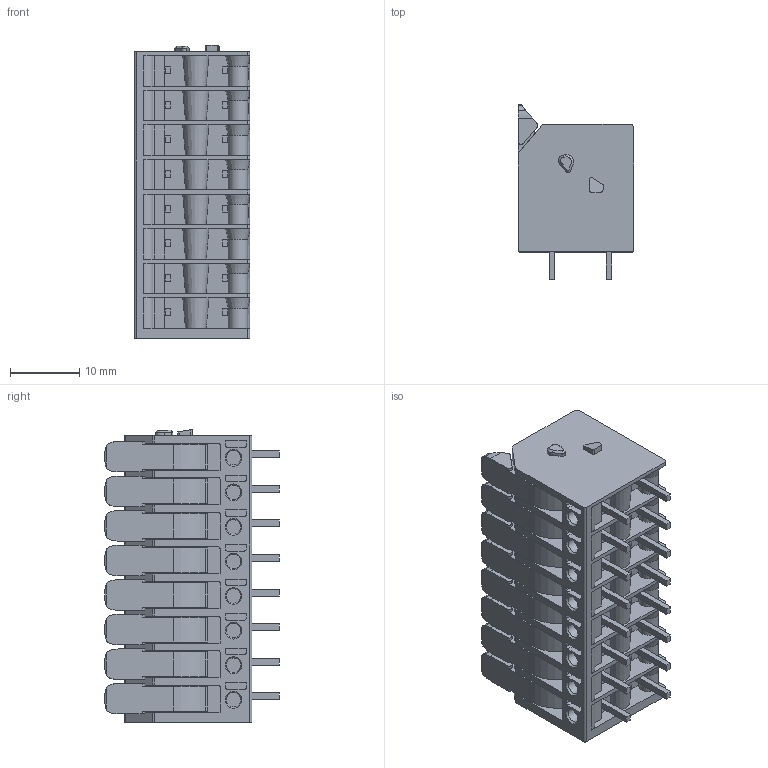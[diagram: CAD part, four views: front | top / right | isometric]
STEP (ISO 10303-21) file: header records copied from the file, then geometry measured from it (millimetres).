
FILE_DESCRIPTION(/* description */ ('STEP AP214'),/* implementation_level */ '2;1');
FILE_NAME(/* name */ '2604-3108',/* time_stamp */ '2023-09-11T14:21:40+02:00',/* author */ ('License CC BY-ND 4.0'),/* organization */ ('CADENAS'),/* preprocessor_version */ 'ST-DEVELOPER v19.3',/* originating_system */ 'PARTsolutions',/* authorisation */ ' ');
FILE_SCHEMA (('AUTOMOTIVE_DESIGN {1 0 10303 214 3 1 1}'));
Length unit declared in the file: millimetre
Products named in the file (1): 2604-3108
Bounding box: 16.7 x 25.3 x 42.4 mm (x, y, z)
Volume: 10483.1 mm3; surface area: 7057.9 mm2
Topology: 1 solids, 1 shells, 892 faces, 2330 edges, 1490 vertices
Faces by surface type: plane 508, cylinder 277, cone 107
Full cylindrical faces by diameter (mm): 2.1 x8
Entity records: 33504 total; most frequent: CARTESIAN_POINT 5033, DIRECTION 4649, ORIENTED_EDGE 4628, EDGE_CURVE 2314, LINE 1557, VECTOR 1557, AXIS2_PLACEMENT_3D 1546, VERTEX_POINT 1490
